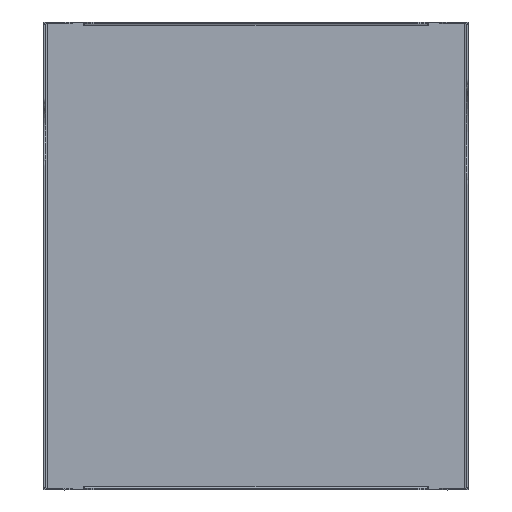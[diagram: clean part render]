
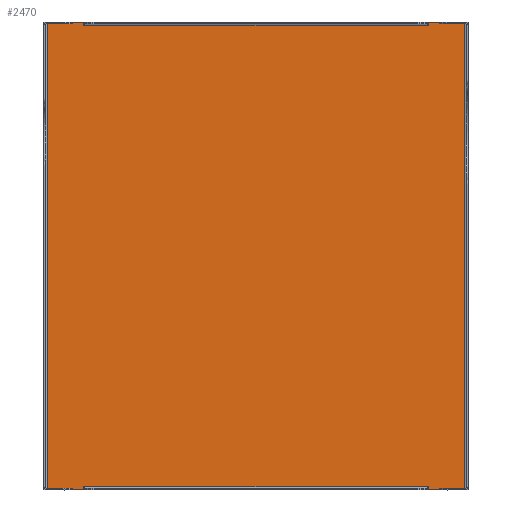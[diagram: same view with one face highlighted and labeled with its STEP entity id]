
A CAD part, front view. The second image highlights one B-rep face of the part: STEP entity #2470.
In plain terms, the highlighted planar face has unit normal (0, -1, 0).
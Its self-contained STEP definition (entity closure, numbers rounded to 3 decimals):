
#114=PLANE('',#2708);
#248=FACE_OUTER_BOUND('',#414,.T.);
#414=EDGE_LOOP('',(#2181,#2182,#2183,#2184,#2185,#2186,#2187,#2188,#2189,
#2190,#2191,#2192,#2193,#2194,#2195,#2196,#2197,#2198,#2199,#2200));
#637=LINE('',#4036,#891);
#640=LINE('',#4043,#894);
#641=LINE('',#4046,#895);
#661=LINE('',#4086,#915);
#663=LINE('',#4090,#917);
#665=LINE('',#4094,#919);
#666=LINE('',#4096,#920);
#667=LINE('',#4098,#921);
#668=LINE('',#4100,#922);
#669=LINE('',#4102,#923);
#670=LINE('',#4104,#924);
#671=LINE('',#4106,#925);
#672=LINE('',#4108,#926);
#673=LINE('',#4110,#927);
#674=LINE('',#4112,#928);
#675=LINE('',#4114,#929);
#676=LINE('',#4116,#930);
#677=LINE('',#4118,#931);
#678=LINE('',#4120,#932);
#679=LINE('',#4121,#933);
#891=VECTOR('',#3325,10.);
#894=VECTOR('',#3332,10.);
#895=VECTOR('',#3335,10.);
#915=VECTOR('',#3359,10.);
#917=VECTOR('',#3363,10.);
#919=VECTOR('',#3367,10.);
#920=VECTOR('',#3368,10.);
#921=VECTOR('',#3369,10.);
#922=VECTOR('',#3370,10.);
#923=VECTOR('',#3371,10.);
#924=VECTOR('',#3372,10.);
#925=VECTOR('',#3373,10.);
#926=VECTOR('',#3374,10.);
#927=VECTOR('',#3375,10.);
#928=VECTOR('',#3376,10.);
#929=VECTOR('',#3377,10.);
#930=VECTOR('',#3378,10.);
#931=VECTOR('',#3379,10.);
#932=VECTOR('',#3380,10.);
#933=VECTOR('',#3381,10.);
#1220=VERTEX_POINT('',#4026);
#1221=VERTEX_POINT('',#4030);
#1223=VERTEX_POINT('',#4041);
#1224=VERTEX_POINT('',#4045);
#1242=VERTEX_POINT('',#4085);
#1243=VERTEX_POINT('',#4089);
#1244=VERTEX_POINT('',#4093);
#1245=VERTEX_POINT('',#4095);
#1246=VERTEX_POINT('',#4097);
#1247=VERTEX_POINT('',#4099);
#1248=VERTEX_POINT('',#4101);
#1249=VERTEX_POINT('',#4103);
#1250=VERTEX_POINT('',#4105);
#1251=VERTEX_POINT('',#4107);
#1252=VERTEX_POINT('',#4109);
#1253=VERTEX_POINT('',#4111);
#1254=VERTEX_POINT('',#4113);
#1255=VERTEX_POINT('',#4115);
#1256=VERTEX_POINT('',#4117);
#1257=VERTEX_POINT('',#4119);
#1537=EDGE_CURVE('',#1220,#1221,#637,.T.);
#1540=EDGE_CURVE('',#1221,#1223,#640,.T.);
#1541=EDGE_CURVE('',#1223,#1224,#641,.T.);
#1561=EDGE_CURVE('',#1242,#1220,#661,.T.);
#1563=EDGE_CURVE('',#1243,#1242,#663,.T.);
#1565=EDGE_CURVE('',#1224,#1244,#665,.T.);
#1566=EDGE_CURVE('',#1244,#1245,#666,.T.);
#1567=EDGE_CURVE('',#1245,#1246,#667,.T.);
#1568=EDGE_CURVE('',#1246,#1247,#668,.T.);
#1569=EDGE_CURVE('',#1247,#1248,#669,.T.);
#1570=EDGE_CURVE('',#1248,#1249,#670,.T.);
#1571=EDGE_CURVE('',#1249,#1250,#671,.T.);
#1572=EDGE_CURVE('',#1250,#1251,#672,.T.);
#1573=EDGE_CURVE('',#1251,#1252,#673,.T.);
#1574=EDGE_CURVE('',#1252,#1253,#674,.T.);
#1575=EDGE_CURVE('',#1253,#1254,#675,.T.);
#1576=EDGE_CURVE('',#1254,#1255,#676,.T.);
#1577=EDGE_CURVE('',#1255,#1256,#677,.T.);
#1578=EDGE_CURVE('',#1256,#1257,#678,.T.);
#1579=EDGE_CURVE('',#1257,#1243,#679,.T.);
#2181=ORIENTED_EDGE('',*,*,#1565,.T.);
#2182=ORIENTED_EDGE('',*,*,#1566,.T.);
#2183=ORIENTED_EDGE('',*,*,#1567,.T.);
#2184=ORIENTED_EDGE('',*,*,#1568,.T.);
#2185=ORIENTED_EDGE('',*,*,#1569,.T.);
#2186=ORIENTED_EDGE('',*,*,#1570,.T.);
#2187=ORIENTED_EDGE('',*,*,#1571,.T.);
#2188=ORIENTED_EDGE('',*,*,#1572,.T.);
#2189=ORIENTED_EDGE('',*,*,#1573,.T.);
#2190=ORIENTED_EDGE('',*,*,#1574,.T.);
#2191=ORIENTED_EDGE('',*,*,#1575,.T.);
#2192=ORIENTED_EDGE('',*,*,#1576,.T.);
#2193=ORIENTED_EDGE('',*,*,#1577,.T.);
#2194=ORIENTED_EDGE('',*,*,#1578,.T.);
#2195=ORIENTED_EDGE('',*,*,#1579,.T.);
#2196=ORIENTED_EDGE('',*,*,#1563,.T.);
#2197=ORIENTED_EDGE('',*,*,#1561,.T.);
#2198=ORIENTED_EDGE('',*,*,#1537,.T.);
#2199=ORIENTED_EDGE('',*,*,#1540,.T.);
#2200=ORIENTED_EDGE('',*,*,#1541,.T.);
#2470=ADVANCED_FACE('',(#248),#114,.T.);
#2708=AXIS2_PLACEMENT_3D('',#4092,#3365,#3366);
#3325=DIRECTION('',(1.,0.,0.));
#3332=DIRECTION('',(0.,0.,1.));
#3335=DIRECTION('',(1.,0.,0.));
#3359=DIRECTION('',(0.,0.,-1.));
#3363=DIRECTION('',(1.,0.,0.));
#3365=DIRECTION('center_axis',(0.,-1.,0.));
#3366=DIRECTION('ref_axis',(0.,0.,-1.));
#3367=DIRECTION('',(0.,0.,-1.));
#3368=DIRECTION('',(1.,0.,0.));
#3369=DIRECTION('',(0.,0.,1.));
#3370=DIRECTION('',(-1.,0.,0.));
#3371=DIRECTION('',(0.,0.,-1.));
#3372=DIRECTION('',(-1.,0.,0.));
#3373=DIRECTION('',(0.,0.,1.));
#3374=DIRECTION('',(-1.,0.,0.));
#3375=DIRECTION('',(0.,0.,-1.));
#3376=DIRECTION('',(-1.,0.,0.));
#3377=DIRECTION('',(0.,0.,1.));
#3378=DIRECTION('',(-1.,0.,0.));
#3379=DIRECTION('',(0.,0.,-1.));
#3380=DIRECTION('',(1.,0.,0.));
#3381=DIRECTION('',(0.,0.,1.));
#4026=CARTESIAN_POINT('',(-90.7,331.5,-113.9));
#4030=CARTESIAN_POINT('',(90.7,331.5,-113.9));
#4036=CARTESIAN_POINT('',(-45.35,331.5,-113.9));
#4041=CARTESIAN_POINT('',(90.7,331.5,-113.5));
#4043=CARTESIAN_POINT('',(90.7,331.5,-52.925));
#4045=CARTESIAN_POINT('',(91.5,331.5,-113.5));
#4046=CARTESIAN_POINT('',(45.35,331.5,-113.5));
#4085=CARTESIAN_POINT('',(-90.7,331.5,-113.5));
#4086=CARTESIAN_POINT('',(-90.7,331.5,-52.525));
#4089=CARTESIAN_POINT('',(-91.5,331.5,-113.5));
#4090=CARTESIAN_POINT('',(-45.75,331.5,-113.5));
#4092=CARTESIAN_POINT('Origin',(0.,331.5,8.45));
#4093=CARTESIAN_POINT('',(91.5,331.5,-115.5));
#4094=CARTESIAN_POINT('',(91.5,331.5,-52.525));
#4095=CARTESIAN_POINT('',(110.7,331.5,-115.5));
#4096=CARTESIAN_POINT('',(110.7,331.5,-115.5));
#4097=CARTESIAN_POINT('',(110.7,331.5,132.4));
#4098=CARTESIAN_POINT('',(110.7,331.5,132.4));
#4099=CARTESIAN_POINT('',(91.5,331.5,132.4));
#4100=CARTESIAN_POINT('',(91.5,331.5,132.4));
#4101=CARTESIAN_POINT('',(91.5,331.5,130.4));
#4102=CARTESIAN_POINT('',(91.5,331.5,130.4));
#4103=CARTESIAN_POINT('',(90.7,331.5,130.4));
#4104=CARTESIAN_POINT('',(90.7,331.5,130.4));
#4105=CARTESIAN_POINT('',(90.7,331.5,130.8));
#4106=CARTESIAN_POINT('',(90.7,331.5,130.8));
#4107=CARTESIAN_POINT('',(-90.7,331.5,130.8));
#4108=CARTESIAN_POINT('',(-90.7,331.5,130.8));
#4109=CARTESIAN_POINT('',(-90.7,331.5,130.4));
#4110=CARTESIAN_POINT('',(-90.7,331.5,130.4));
#4111=CARTESIAN_POINT('',(-91.5,331.5,130.4));
#4112=CARTESIAN_POINT('',(-91.5,331.5,130.4));
#4113=CARTESIAN_POINT('',(-91.5,331.5,132.4));
#4114=CARTESIAN_POINT('',(-91.5,331.5,132.4));
#4115=CARTESIAN_POINT('',(-110.7,331.5,132.4));
#4116=CARTESIAN_POINT('',(-110.7,331.5,132.4));
#4117=CARTESIAN_POINT('',(-110.7,331.5,-115.5));
#4118=CARTESIAN_POINT('',(-110.7,331.5,-115.5));
#4119=CARTESIAN_POINT('',(-91.5,331.5,-115.5));
#4120=CARTESIAN_POINT('',(-91.5,331.5,-115.5));
#4121=CARTESIAN_POINT('',(-91.5,331.5,-114.3));
